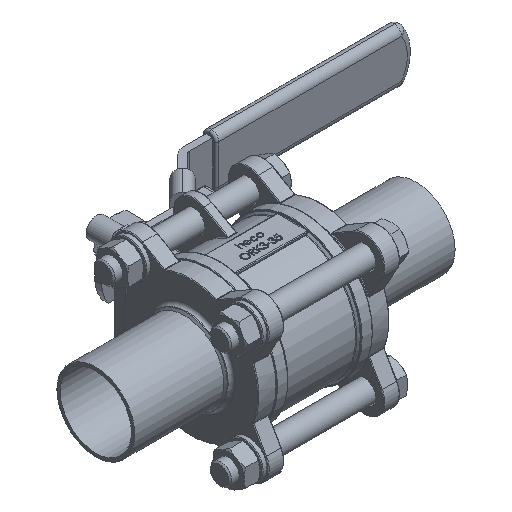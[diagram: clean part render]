
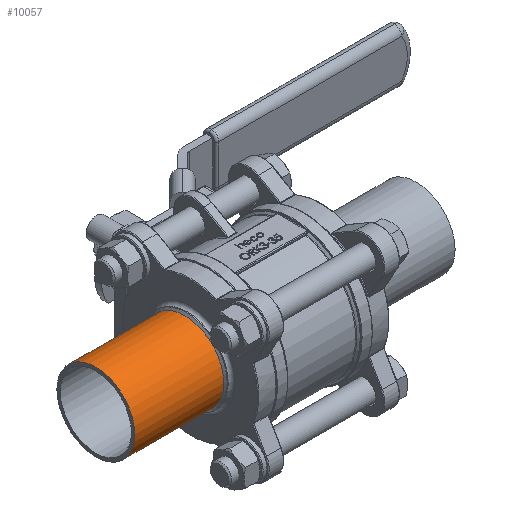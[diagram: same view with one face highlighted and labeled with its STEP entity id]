
A CAD part, isometric view. The second image highlights one B-rep face of the part: STEP entity #10057.
In plain terms, the highlighted cylindrical face has radius 17.5 mm (diameter 35 mm), a full revolution.
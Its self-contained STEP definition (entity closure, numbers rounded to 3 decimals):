
#2161 = ORIENTED_EDGE ( 'NONE', *, *, #46551, .F. ) ;
#2163 = ORIENTED_EDGE ( 'NONE', *, *, #46579, .T. ) ;
#3459 = AXIS2_PLACEMENT_3D ( 'NONE', #21127, #21128, #21130 ) ;
#7464 = EDGE_LOOP ( 'NONE', ( #2161 ) ) ;
#8006 = EDGE_LOOP ( 'NONE', ( #2163 ) ) ;
#10057 = ADVANCED_FACE ( 'NONE', ( #21709, #21711 ), #21719, .T. ) ;
#13467 = CARTESIAN_POINT ( 'NONE',  ( -72., 0., 0. ) ) ;
#13471 = DIRECTION ( 'NONE',  ( -1., 0., 0. ) ) ;
#13475 = DIRECTION ( 'NONE',  ( 0., 0., 1. ) ) ;
#19804 = CARTESIAN_POINT ( 'NONE',  ( 10.627, 0., 0. ) ) ;
#19805 = DIRECTION ( 'NONE',  ( -1., 0., 0. ) ) ;
#19806 = DIRECTION ( 'NONE',  ( 0., 0., 1. ) ) ;
#21127 = CARTESIAN_POINT ( 'NONE',  ( -32., 0., 0. ) ) ;
#21128 = DIRECTION ( 'NONE',  ( -1., 0., 0. ) ) ;
#21130 = DIRECTION ( 'NONE',  ( 0., 0., 1. ) ) ;
#21709 = FACE_OUTER_BOUND ( 'NONE', #7464, .T. ) ;
#21711 = FACE_OUTER_BOUND ( 'NONE', #8006, .T. ) ;
#21719 = CYLINDRICAL_SURFACE ( 'NONE', #47077, 17.5 ) ;
#23588 = CIRCLE ( 'NONE', #3459, 17.5 ) ;
#30133 = CARTESIAN_POINT ( 'NONE',  ( -72., 0., 17.5 ) ) ;
#30137 = CARTESIAN_POINT ( 'NONE',  ( -32., 0., 17.5 ) ) ;
#42393 = VERTEX_POINT ( 'NONE', #30137 ) ;
#42521 = VERTEX_POINT ( 'NONE', #30133 ) ;
#43428 = AXIS2_PLACEMENT_3D ( 'NONE', #13467, #13471, #13475 ) ;
#45649 = CIRCLE ( 'NONE', #43428, 17.5 ) ;
#46551 = EDGE_CURVE ( 'NONE', #42521, #42521, #45649, .T. ) ;
#46579 = EDGE_CURVE ( 'NONE', #42393, #42393, #23588, .T. ) ;
#47077 = AXIS2_PLACEMENT_3D ( 'NONE', #19804, #19805, #19806 ) ;
